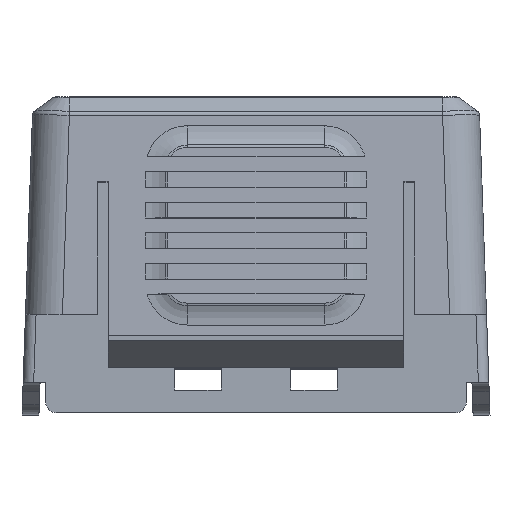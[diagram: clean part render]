
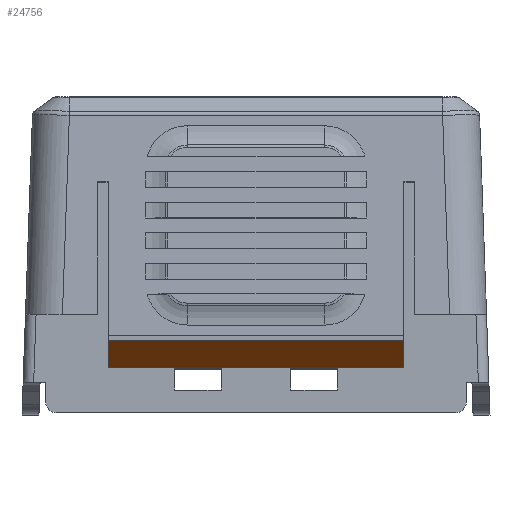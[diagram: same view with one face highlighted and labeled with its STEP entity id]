
A CAD part, top view. The second image highlights one B-rep face of the part: STEP entity #24756.
In plain terms, the highlighted planar face has unit normal (0, -0.768, 0.64).
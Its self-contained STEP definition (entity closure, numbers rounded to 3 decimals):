
#101 = ORIENTED_EDGE ( 'NONE', *, *, #6158, .T. ) ;
#1236 = ORIENTED_EDGE ( 'NONE', *, *, #21249, .T. ) ;
#1485 = EDGE_CURVE ( 'NONE', #15501, #19107, #6903, .T. ) ;
#1973 = PLANE ( 'NONE',  #28822 ) ;
#2671 = LINE ( 'NONE', #9530, #15060 ) ;
#3091 = DIRECTION ( 'NONE',  ( -1., 0., 0. ) ) ;
#3568 = ORIENTED_EDGE ( 'NONE', *, *, #13104, .T. ) ;
#4147 = CARTESIAN_POINT ( 'NONE',  ( -23.447, 123.383, 155.607 ) ) ;
#4310 = ORIENTED_EDGE ( 'NONE', *, *, #1485, .T. ) ;
#5105 = CARTESIAN_POINT ( 'NONE',  ( -9.447, 122.133, 154.107 ) ) ;
#5653 = CARTESIAN_POINT ( 'NONE',  ( -9.447, 124.633, 157.107 ) ) ;
#6158 = EDGE_CURVE ( 'NONE', #10219, #9634, #2671, .T. ) ;
#6793 = DIRECTION ( 'NONE',  ( 0., 0.64, 0.768 ) ) ;
#6903 = LINE ( 'NONE', #5105, #27251 ) ;
#6919 = CARTESIAN_POINT ( 'NONE',  ( -37.447, 122.133, 154.107 ) ) ;
#8709 = DIRECTION ( 'NONE',  ( 0., -0.768, 0.64 ) ) ;
#8849 = CARTESIAN_POINT ( 'NONE',  ( -23.447, 122.133, 154.107 ) ) ;
#9530 = CARTESIAN_POINT ( 'NONE',  ( -37.447, 124.633, 157.107 ) ) ;
#9532 = VECTOR ( 'NONE', #3091, 1000. ) ;
#9634 = VERTEX_POINT ( 'NONE', #6919 ) ;
#9815 = LINE ( 'NONE', #12298, #9532 ) ;
#10219 = VERTEX_POINT ( 'NONE', #23554 ) ;
#12298 = CARTESIAN_POINT ( 'NONE',  ( -23.447, 124.633, 157.107 ) ) ;
#13104 = EDGE_CURVE ( 'NONE', #9634, #15501, #22104, .T. ) ;
#14038 = DIRECTION ( 'NONE',  ( 0., 0.64, 0.768 ) ) ;
#14334 = DIRECTION ( 'NONE',  ( 0., -0.64, -0.768 ) ) ;
#15060 = VECTOR ( 'NONE', #14334, 1000. ) ;
#15255 = FACE_OUTER_BOUND ( 'NONE', #28135, .T. ) ;
#15283 = CARTESIAN_POINT ( 'NONE',  ( -9.447, 122.133, 154.107 ) ) ;
#15501 = VERTEX_POINT ( 'NONE', #15283 ) ;
#19107 = VERTEX_POINT ( 'NONE', #5653 ) ;
#21249 = EDGE_CURVE ( 'NONE', #19107, #10219, #9815, .T. ) ;
#22104 = LINE ( 'NONE', #8849, #24077 ) ;
#23554 = CARTESIAN_POINT ( 'NONE',  ( -37.447, 124.633, 157.107 ) ) ;
#24077 = VECTOR ( 'NONE', #24911, 1000. ) ;
#24756 = ADVANCED_FACE ( 'NONE', ( #15255 ), #1973, .T. ) ;
#24911 = DIRECTION ( 'NONE',  ( 1., 0., 0. ) ) ;
#27251 = VECTOR ( 'NONE', #14038, 1000. ) ;
#28135 = EDGE_LOOP ( 'NONE', ( #3568, #4310, #1236, #101 ) ) ;
#28822 = AXIS2_PLACEMENT_3D ( 'NONE', #4147, #8709, #6793 ) ;
